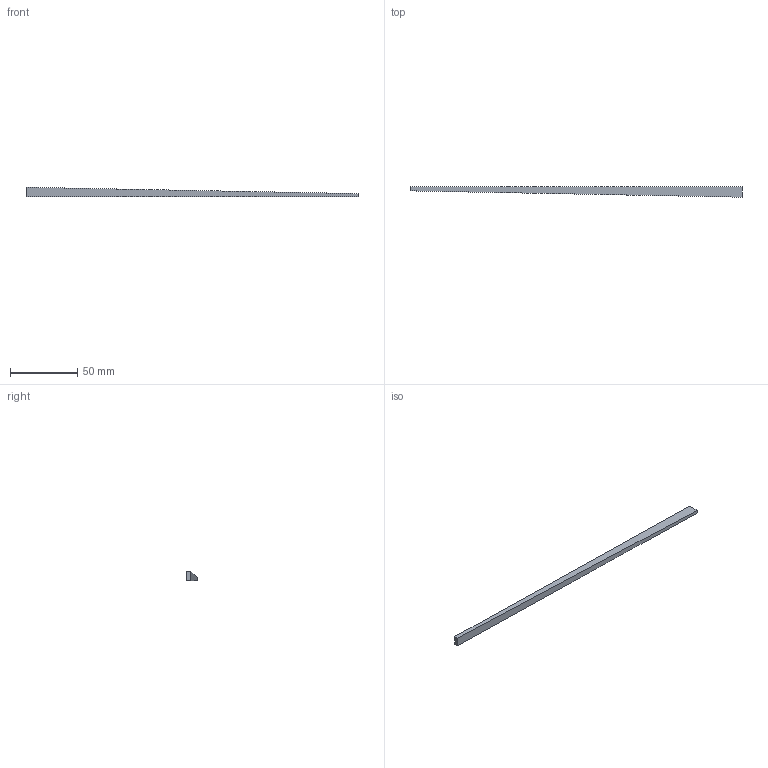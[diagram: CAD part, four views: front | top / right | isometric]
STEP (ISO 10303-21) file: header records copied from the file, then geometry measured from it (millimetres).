
FILE_DESCRIPTION(/* description */ (''),/* implementation_level */ '2;1');
FILE_NAME(/* name */ 'SP886C~1',/* time_stamp */ '2026-01-20T17:24:53+03:00',/* author */ (''),/* organization */ (''),/* preprocessor_version */ 'ST-DEVELOPER v16.5',/* originating_system */ '',/* authorisation */ '');
FILE_SCHEMA (('CONFIG_CONTROL_DESIGN'));
Length unit declared in the file: millimetre
Products named in the file (1): Document
Bounding box: 247.75 x 7.76 x 7.06 mm (x, y, z)
Volume: 5825.8 mm3; surface area: 5043.9 mm2
Topology: 1 solids, 1 shells, 6 faces, 12 edges, 8 vertices
Faces by surface type: plane 6
Entity records: 232 total; most frequent: CARTESIAN_POINT 48, ORIENTED_EDGE 24, EDGE_CURVE 12, B_SPLINE_CURVE_WITH_KNOTS 12, DIRECTION 10, VERTEX_POINT 8, AXIS2_PLACEMENT_3D 8, ORGANIZATION 7
